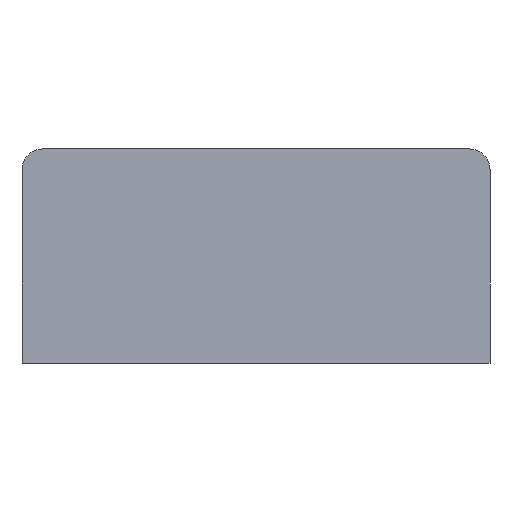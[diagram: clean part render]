
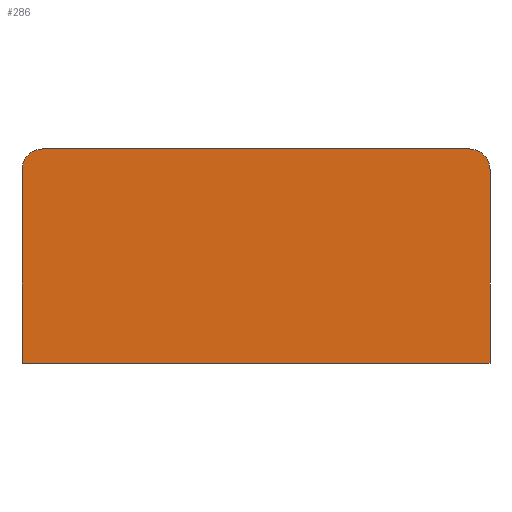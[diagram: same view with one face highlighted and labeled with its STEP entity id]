
A CAD part, front view. The second image highlights one B-rep face of the part: STEP entity #286.
In plain terms, the highlighted planar face has unit normal (0, -1, 0).
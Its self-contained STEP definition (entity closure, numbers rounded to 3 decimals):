
#11 = CARTESIAN_POINT ( 'NONE',  ( -457.5, 0., 230. ) ) ;
#17 = DIRECTION ( 'NONE',  ( 0., -1., 0. ) ) ;
#19 = CARTESIAN_POINT ( 'NONE',  ( 502.5, 0., 185. ) ) ;
#27 = ORIENTED_EDGE ( 'NONE', *, *, #160, .T. ) ;
#35 = ORIENTED_EDGE ( 'NONE', *, *, #52, .F. ) ;
#37 = LINE ( 'NONE', #280, #249 ) ;
#52 = EDGE_CURVE ( 'NONE', #297, #156, #258, .T. ) ;
#56 = DIRECTION ( 'NONE',  ( 0., -1., 0. ) ) ;
#63 = EDGE_LOOP ( 'NONE', ( #180, #99, #319, #27, #35, #184 ) ) ;
#65 = AXIS2_PLACEMENT_3D ( 'NONE', #139, #17, #111 ) ;
#70 = CARTESIAN_POINT ( 'NONE',  ( 502.5, 0., 230. ) ) ;
#71 = VECTOR ( 'NONE', #109, 1000. ) ;
#85 = CIRCLE ( 'NONE', #303, 45. ) ;
#86 = CARTESIAN_POINT ( 'NONE',  ( -457.5, 0., 185. ) ) ;
#99 = ORIENTED_EDGE ( 'NONE', *, *, #359, .T. ) ;
#102 = CARTESIAN_POINT ( 'NONE',  ( -502.5, 0., -230. ) ) ;
#106 = CIRCLE ( 'NONE', #210, 45. ) ;
#109 = DIRECTION ( 'NONE',  ( 0., 0., 1. ) ) ;
#111 = DIRECTION ( 'NONE',  ( 0., 0., -1. ) ) ;
#133 = CARTESIAN_POINT ( 'NONE',  ( -502.5, 0., 230. ) ) ;
#134 = CARTESIAN_POINT ( 'NONE',  ( 502.5, 0., -230. ) ) ;
#139 = CARTESIAN_POINT ( 'NONE',  ( 0., 0., 0. ) ) ;
#141 = CARTESIAN_POINT ( 'NONE',  ( -502.5, 0., 230. ) ) ;
#148 = CARTESIAN_POINT ( 'NONE',  ( -502.5, 0., 185. ) ) ;
#156 = VERTEX_POINT ( 'NONE', #148 ) ;
#159 = VERTEX_POINT ( 'NONE', #365 ) ;
#160 = EDGE_CURVE ( 'NONE', #343, #156, #106, .T. ) ;
#162 = DIRECTION ( 'NONE',  ( 1., 0., 0. ) ) ;
#168 = PLANE ( 'NONE',  #65 ) ;
#180 = ORIENTED_EDGE ( 'NONE', *, *, #195, .F. ) ;
#184 = ORIENTED_EDGE ( 'NONE', *, *, #205, .F. ) ;
#190 = LINE ( 'NONE', #70, #197 ) ;
#195 = EDGE_CURVE ( 'NONE', #399, #233, #190, .T. ) ;
#197 = VECTOR ( 'NONE', #377, 1000. ) ;
#200 = DIRECTION ( 'NONE',  ( 0., -1., 0. ) ) ;
#201 = FACE_OUTER_BOUND ( 'NONE', #63, .T. ) ;
#205 = EDGE_CURVE ( 'NONE', #233, #297, #37, .T. ) ;
#210 = AXIS2_PLACEMENT_3D ( 'NONE', #86, #56, #269 ) ;
#233 = VERTEX_POINT ( 'NONE', #134 ) ;
#243 = EDGE_CURVE ( 'NONE', #343, #159, #289, .T. ) ;
#249 = VECTOR ( 'NONE', #318, 1000. ) ;
#258 = LINE ( 'NONE', #141, #71 ) ;
#269 = DIRECTION ( 'NONE',  ( 0., 0., -1. ) ) ;
#280 = CARTESIAN_POINT ( 'NONE',  ( -502.5, 0., -230. ) ) ;
#286 = ADVANCED_FACE ( 'NONE', ( #201 ), #168, .T. ) ;
#287 = CARTESIAN_POINT ( 'NONE',  ( 457.5, 0., 185. ) ) ;
#289 = LINE ( 'NONE', #133, #354 ) ;
#297 = VERTEX_POINT ( 'NONE', #102 ) ;
#303 = AXIS2_PLACEMENT_3D ( 'NONE', #287, #200, #328 ) ;
#318 = DIRECTION ( 'NONE',  ( -1., 0., 0. ) ) ;
#319 = ORIENTED_EDGE ( 'NONE', *, *, #243, .F. ) ;
#328 = DIRECTION ( 'NONE',  ( 0., 0., -1. ) ) ;
#343 = VERTEX_POINT ( 'NONE', #11 ) ;
#354 = VECTOR ( 'NONE', #162, 1000. ) ;
#359 = EDGE_CURVE ( 'NONE', #399, #159, #85, .T. ) ;
#365 = CARTESIAN_POINT ( 'NONE',  ( 457.5, 0., 230. ) ) ;
#377 = DIRECTION ( 'NONE',  ( 0., 0., -1. ) ) ;
#399 = VERTEX_POINT ( 'NONE', #19 ) ;
